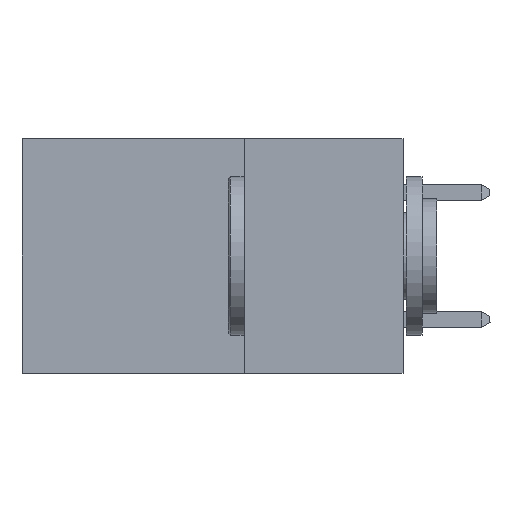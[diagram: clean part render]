
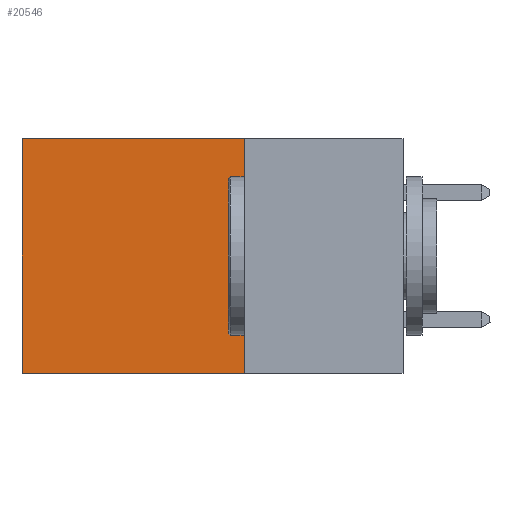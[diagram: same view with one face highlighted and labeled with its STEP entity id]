
A CAD part, left-side view. The second image highlights one B-rep face of the part: STEP entity #20546.
In plain terms, the highlighted planar face has unit normal (-1, 0, 0).
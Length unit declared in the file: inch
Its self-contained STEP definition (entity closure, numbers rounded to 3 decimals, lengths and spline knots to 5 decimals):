
#295 = ORIENTED_EDGE ( 'NONE', *, *, #21956, .F. ) ;
#639 = EDGE_LOOP ( 'NONE', ( #29426, #12090, #295, #12854 ) ) ;
#1124 = VECTOR ( 'NONE', #2992, 39.37008 ) ;
#2187 = VECTOR ( 'NONE', #19558, 39.37008 ) ;
#2374 = VECTOR ( 'NONE', #16251, 39.37008 ) ;
#2992 = DIRECTION ( 'NONE',  ( 0., 1., 0. ) ) ;
#5647 = DIRECTION ( 'NONE',  ( 0., 1., 0. ) ) ;
#5902 = LINE ( 'NONE', #19879, #2187 ) ;
#6329 = CARTESIAN_POINT ( 'NONE',  ( 0.2875, 0.6, -0.37 ) ) ;
#7854 = CARTESIAN_POINT ( 'NONE',  ( 0.2875, 0.6, 0. ) ) ;
#8549 = VERTEX_POINT ( 'NONE', #7854 ) ;
#9882 = PLANE ( 'NONE',  #13332 ) ;
#10238 = CARTESIAN_POINT ( 'NONE',  ( 0.2875, 0.25, 0. ) ) ;
#10836 = EDGE_CURVE ( 'NONE', #27617, #8549, #16533, .T. ) ;
#11943 = DIRECTION ( 'NONE',  ( 0., 0., -1. ) ) ;
#12090 = ORIENTED_EDGE ( 'NONE', *, *, #17633, .F. ) ;
#12854 = ORIENTED_EDGE ( 'NONE', *, *, #10836, .T. ) ;
#13332 = AXIS2_PLACEMENT_3D ( 'NONE', #14453, #26763, #11943 ) ;
#14453 = CARTESIAN_POINT ( 'NONE',  ( 0.2875, 0.25, 0. ) ) ;
#14712 = CARTESIAN_POINT ( 'NONE',  ( 0.2875, 0.25, -0.37 ) ) ;
#14770 = CARTESIAN_POINT ( 'NONE',  ( 0.2875, 0.25, -0.37 ) ) ;
#15026 = VECTOR ( 'NONE', #5647, 39.37008 ) ;
#16251 = DIRECTION ( 'NONE',  ( 0., 0., -1. ) ) ;
#16533 = LINE ( 'NONE', #27306, #15026 ) ;
#16547 = CARTESIAN_POINT ( 'NONE',  ( 0.2875, 0.25, 0. ) ) ;
#17381 = EDGE_CURVE ( 'NONE', #8549, #20479, #5902, .T. ) ;
#17633 = EDGE_CURVE ( 'NONE', #28386, #20479, #24773, .T. ) ;
#18535 = LINE ( 'NONE', #16547, #2374 ) ;
#19558 = DIRECTION ( 'NONE',  ( 0., 0., -1. ) ) ;
#19879 = CARTESIAN_POINT ( 'NONE',  ( 0.2875, 0.6, 0. ) ) ;
#20479 = VERTEX_POINT ( 'NONE', #6329 ) ;
#20546 = ADVANCED_FACE ( 'NONE', ( #26855 ), #9882, .F. ) ;
#21956 = EDGE_CURVE ( 'NONE', #27617, #28386, #18535, .T. ) ;
#24773 = LINE ( 'NONE', #14770, #1124 ) ;
#26763 = DIRECTION ( 'NONE',  ( 1., 0., 0. ) ) ;
#26855 = FACE_OUTER_BOUND ( 'NONE', #639, .T. ) ;
#27306 = CARTESIAN_POINT ( 'NONE',  ( 0.2875, 0.25, 0. ) ) ;
#27617 = VERTEX_POINT ( 'NONE', #10238 ) ;
#28386 = VERTEX_POINT ( 'NONE', #14712 ) ;
#29426 = ORIENTED_EDGE ( 'NONE', *, *, #17381, .T. ) ;
